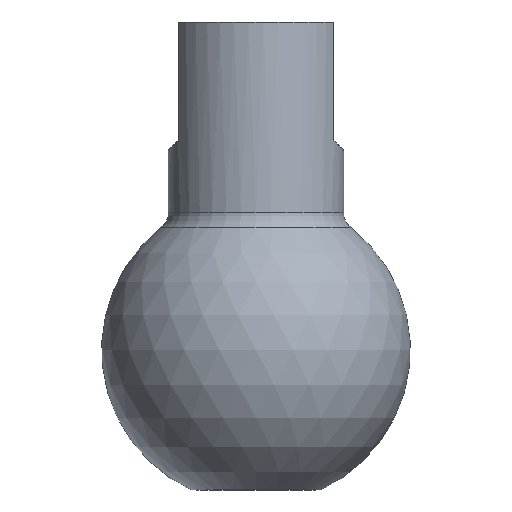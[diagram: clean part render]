
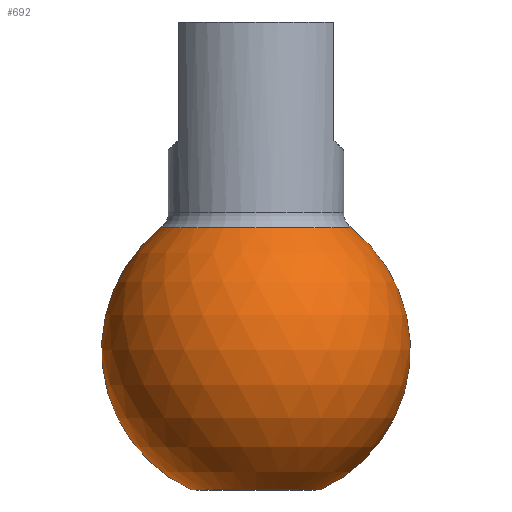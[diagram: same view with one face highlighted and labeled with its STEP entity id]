
A CAD part, left-side view. The second image highlights one B-rep face of the part: STEP entity #692.
In plain terms, the highlighted spherical face has radius 12.573 mm.
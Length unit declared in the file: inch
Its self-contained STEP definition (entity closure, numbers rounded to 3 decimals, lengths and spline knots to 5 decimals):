
#33=CARTESIAN_POINT('',(0.,0.,-1.05));
#34=DIRECTION('',(1.,0.,0.));
#35=DIRECTION('',(0.,0.417,-0.909));
#36=AXIS2_PLACEMENT_3D('',#33,#34,#35);
#49=CARTESIAN_POINT('',(0.,0.,-1.05));
#50=DIRECTION('',(-1.,0.,0.));
#51=DIRECTION('',(0.,-0.417,-0.909));
#52=AXIS2_PLACEMENT_3D('',#49,#50,#51);
#57=CARTESIAN_POINT('',(0.,0.,-1.5));
#58=DIRECTION('',(0.,0.,1.));
#59=DIRECTION('',(0.,1.,0.));
#60=AXIS2_PLACEMENT_3D('',#57,#58,#59);
#65=CARTESIAN_POINT('',(0.,0.,-0.65999));
#66=DIRECTION('',(0.,0.,1.));
#67=DIRECTION('',(0.,1.,0.));
#68=AXIS2_PLACEMENT_3D('',#65,#66,#67);
#559=CARTESIAN_POINT('',(0.,0.20622,-1.5));
#560=CARTESIAN_POINT('',(0.,0.30482,-0.65999));
#561=VERTEX_POINT('',#559);
#562=VERTEX_POINT('',#560);
#565=CARTESIAN_POINT('',(0.,-0.20622,-1.5));
#566=CARTESIAN_POINT('',(0.,-0.30482,-0.65999));
#567=VERTEX_POINT('',#565);
#568=VERTEX_POINT('',#566);
#680=CARTESIAN_POINT('',(0.,0.,-1.05));
#681=DIRECTION('',(0.,0.,1.));
#682=DIRECTION('',(0.,1.,0.));
#683=AXIS2_PLACEMENT_3D('',#680,#681,#682);
#684=SPHERICAL_SURFACE('',#683,0.495);
#685=ORIENTED_EDGE('',*,*,#670,.T.);
#687=ORIENTED_EDGE('',*,*,#686,.T.);
#688=ORIENTED_EDGE('',*,*,#673,.F.);
#689=ORIENTED_EDGE('',*,*,#654,.F.);
#690=EDGE_LOOP('',(#685,#687,#688,#689));
#691=FACE_OUTER_BOUND('',#690,.F.);
#37=CIRCLE('',#36,0.495);
#53=CIRCLE('',#52,0.495);
#61=CIRCLE('',#60,0.20622);
#69=CIRCLE('',#68,0.30482);
#654=EDGE_CURVE('',#561,#567,#61,.T.);
#670=EDGE_CURVE('',#561,#562,#37,.T.);
#673=EDGE_CURVE('',#567,#568,#53,.T.);
#686=EDGE_CURVE('',#562,#568,#69,.T.);
#692=ADVANCED_FACE('',(#691),#684,.T.);
